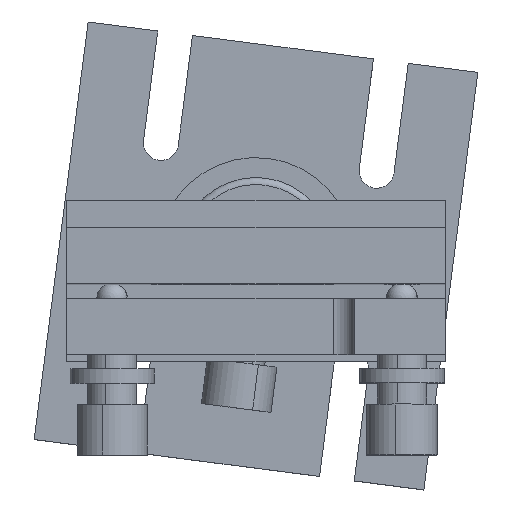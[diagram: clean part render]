
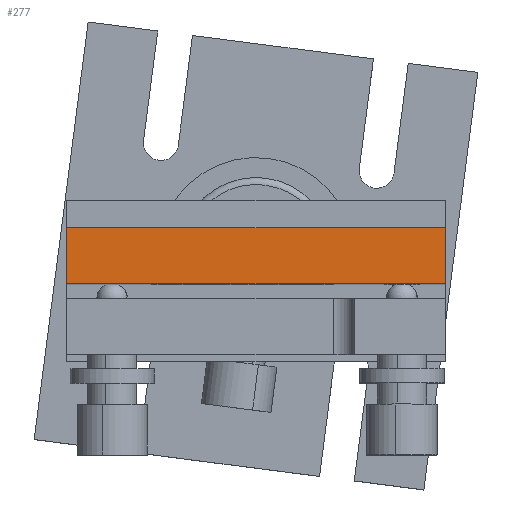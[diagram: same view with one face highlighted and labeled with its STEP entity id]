
A CAD part, top view. The second image highlights one B-rep face of the part: STEP entity #277.
In plain terms, the highlighted face is planar.
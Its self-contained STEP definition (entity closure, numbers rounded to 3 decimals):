
#38 = LINE ( 'NONE', #1976, #3609 ) ;
#52 = EDGE_CURVE ( 'NONE', #1881, #4086, #4258, .T. ) ;
#202 = DIRECTION ( 'NONE',  ( 1., 0., 0. ) ) ;
#277 = ADVANCED_FACE ( 'NONE', ( #2572 ), #4094, .F. ) ;
#376 = LINE ( 'NONE', #1794, #2536 ) ;
#480 = CARTESIAN_POINT ( 'NONE',  ( 25.1, -24., 8. ) ) ;
#519 = VECTOR ( 'NONE', #202, 1000. ) ;
#607 = DIRECTION ( 'NONE',  ( 0., 0., -1. ) ) ;
#643 = CARTESIAN_POINT ( 'NONE',  ( 25.1, -24., 8. ) ) ;
#733 = LINE ( 'NONE', #643, #4190 ) ;
#815 = ORIENTED_EDGE ( 'NONE', *, *, #3688, .F. ) ;
#831 = CARTESIAN_POINT ( 'NONE',  ( -28.9, -24., 8. ) ) ;
#1135 = EDGE_CURVE ( 'NONE', #1881, #4411, #376, .T. ) ;
#1794 = CARTESIAN_POINT ( 'NONE',  ( -28.9, -24., 8. ) ) ;
#1881 = VERTEX_POINT ( 'NONE', #831 ) ;
#1976 = CARTESIAN_POINT ( 'NONE',  ( -28.9, -24., 0. ) ) ;
#2536 = VECTOR ( 'NONE', #4726, 1000. ) ;
#2572 = FACE_OUTER_BOUND ( 'NONE', #3899, .T. ) ;
#2579 = CARTESIAN_POINT ( 'NONE',  ( -28.9, -24., 8. ) ) ;
#2629 = CARTESIAN_POINT ( 'NONE',  ( 25.1, -24., 0. ) ) ;
#2675 = ORIENTED_EDGE ( 'NONE', *, *, #1135, .T. ) ;
#2679 = DIRECTION ( 'NONE',  ( 1., 0., 0. ) ) ;
#3105 = VERTEX_POINT ( 'NONE', #2629 ) ;
#3520 = CARTESIAN_POINT ( 'NONE',  ( -28.9, -24., 0. ) ) ;
#3609 = VECTOR ( 'NONE', #2679, 1000. ) ;
#3688 = EDGE_CURVE ( 'NONE', #4086, #3105, #733, .T. ) ;
#3754 = AXIS2_PLACEMENT_3D ( 'NONE', #2579, #4128, #3756 ) ;
#3756 = DIRECTION ( 'NONE',  ( 0., 0., 1. ) ) ;
#3892 = ORIENTED_EDGE ( 'NONE', *, *, #4312, .T. ) ;
#3899 = EDGE_LOOP ( 'NONE', ( #3892, #815, #4148, #2675 ) ) ;
#4086 = VERTEX_POINT ( 'NONE', #480 ) ;
#4094 = PLANE ( 'NONE',  #3754 ) ;
#4128 = DIRECTION ( 'NONE',  ( 0., 1., 0. ) ) ;
#4148 = ORIENTED_EDGE ( 'NONE', *, *, #52, .F. ) ;
#4190 = VECTOR ( 'NONE', #607, 1000. ) ;
#4258 = LINE ( 'NONE', #4628, #519 ) ;
#4312 = EDGE_CURVE ( 'NONE', #4411, #3105, #38, .T. ) ;
#4411 = VERTEX_POINT ( 'NONE', #3520 ) ;
#4628 = CARTESIAN_POINT ( 'NONE',  ( -28.9, -24., 8. ) ) ;
#4726 = DIRECTION ( 'NONE',  ( 0., 0., -1. ) ) ;
